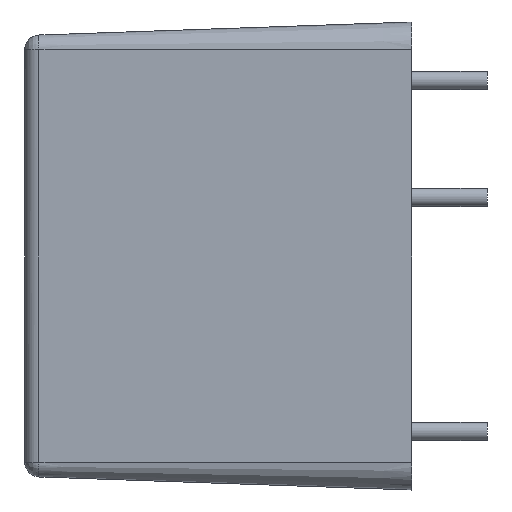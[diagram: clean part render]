
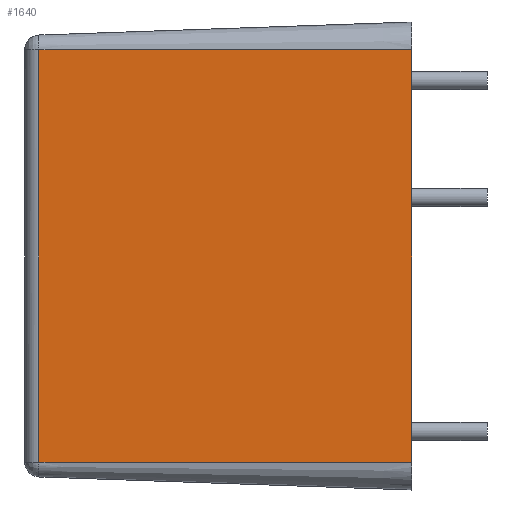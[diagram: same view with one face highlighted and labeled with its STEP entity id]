
A CAD part, left-side view. The second image highlights one B-rep face of the part: STEP entity #1640.
In plain terms, the highlighted planar face has unit normal (-0.999, 0.035, 0).
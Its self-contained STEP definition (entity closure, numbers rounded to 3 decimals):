
#27 = ORIENTED_EDGE ( 'NONE', *, *, #1769, .T. ) ;
#38 = CARTESIAN_POINT ( 'NONE',  ( -20., 0., 11.2 ) ) ;
#246 = DIRECTION ( 'NONE',  ( -0.035, -0.999, 0. ) ) ;
#275 = DIRECTION ( 'NONE',  ( -0.035, -0.999, 0. ) ) ;
#303 = DIRECTION ( 'NONE',  ( 0., 0., -1. ) ) ;
#386 = AXIS2_PLACEMENT_3D ( 'NONE', #1943, #1002, #246 ) ;
#428 = EDGE_CURVE ( 'NONE', #1456, #1806, #2094, .T. ) ;
#462 = DIRECTION ( 'NONE',  ( -0.035, -0.999, 0. ) ) ;
#594 = CARTESIAN_POINT ( 'NONE',  ( -20., 0., -11.2 ) ) ;
#752 = FACE_OUTER_BOUND ( 'NONE', #1992, .T. ) ;
#890 = VERTEX_POINT ( 'NONE', #2137 ) ;
#940 = VERTEX_POINT ( 'NONE', #594 ) ;
#954 = EDGE_CURVE ( 'NONE', #940, #890, #2393, .T. ) ;
#964 = VECTOR ( 'NONE', #462, 1000. ) ;
#1002 = DIRECTION ( 'NONE',  ( -0.999, 0.035, 0. ) ) ;
#1224 = CARTESIAN_POINT ( 'NONE',  ( -20., 0., -11.2 ) ) ;
#1249 = CARTESIAN_POINT ( 'NONE',  ( -19.294, 20.228, 11.2 ) ) ;
#1358 = VECTOR ( 'NONE', #2326, 1000. ) ;
#1417 = CARTESIAN_POINT ( 'NONE',  ( -20., 0., 11.2 ) ) ;
#1456 = VERTEX_POINT ( 'NONE', #1774 ) ;
#1476 = LINE ( 'NONE', #1417, #964 ) ;
#1518 = ORIENTED_EDGE ( 'NONE', *, *, #428, .T. ) ;
#1640 = ADVANCED_FACE ( 'NONE', ( #752 ), #1965, .T. ) ;
#1642 = VECTOR ( 'NONE', #303, 1000. ) ;
#1769 = EDGE_CURVE ( 'NONE', #1806, #940, #1868, .T. ) ;
#1774 = CARTESIAN_POINT ( 'NONE',  ( -19.294, 20.228, 11.2 ) ) ;
#1792 = CARTESIAN_POINT ( 'NONE',  ( -19.294, 20.228, -11.2 ) ) ;
#1806 = VERTEX_POINT ( 'NONE', #1792 ) ;
#1845 = EDGE_CURVE ( 'NONE', #1456, #890, #1476, .T. ) ;
#1868 = LINE ( 'NONE', #1224, #2386 ) ;
#1943 = CARTESIAN_POINT ( 'NONE',  ( -20., 0., 11.2 ) ) ;
#1965 = PLANE ( 'NONE',  #386 ) ;
#1992 = EDGE_LOOP ( 'NONE', ( #2289, #1518, #27, #2239 ) ) ;
#2094 = LINE ( 'NONE', #1249, #1642 ) ;
#2137 = CARTESIAN_POINT ( 'NONE',  ( -20., 0., 11.2 ) ) ;
#2239 = ORIENTED_EDGE ( 'NONE', *, *, #954, .T. ) ;
#2289 = ORIENTED_EDGE ( 'NONE', *, *, #1845, .F. ) ;
#2326 = DIRECTION ( 'NONE',  ( 0., 0., 1. ) ) ;
#2386 = VECTOR ( 'NONE', #275, 1000. ) ;
#2393 = LINE ( 'NONE', #38, #1358 ) ;
